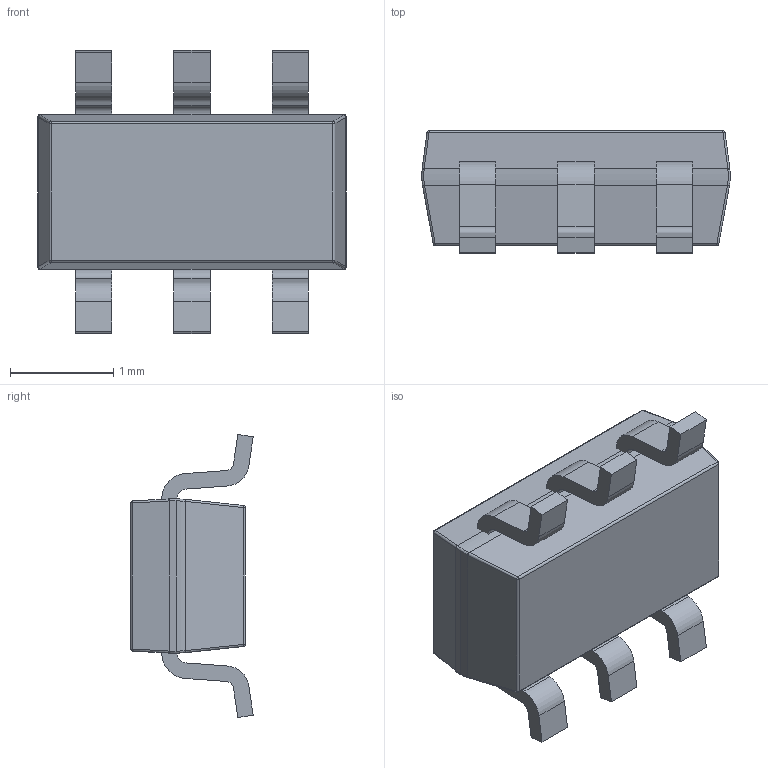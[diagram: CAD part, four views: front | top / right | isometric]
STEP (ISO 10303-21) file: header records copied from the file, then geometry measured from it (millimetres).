
FILE_DESCRIPTION (( 'STEP AP214' ), '1' );
FILE_NAME ('SOT23-6L.STEP', '2024-02-13T17:10:31', ( 'M.B.I.' ), ( '' ), 'SwSTEP 2.0', '', '' );
FILE_SCHEMA (( 'AUTOMOTIVE_DESIGN' ));
Length unit declared in the file: millimetre
Products named in the file (1): SOT23-6L
Bounding box: 2.99 x 1.19 x 2.74 mm (x, y, z)
Volume: 5.1 mm3; surface area: 26.5 mm2
Topology: 7 solids, 7 shells, 363 faces, 955 edges, 618 vertices
Faces by surface type: plane 160, bspline 147, cylinder 46, sphere 8, torus 2
Entity records: 17587 total; most frequent: CARTESIAN_POINT 8480, ORIENTED_EDGE 1894, DIRECTION 1177, EDGE_CURVE 947, VERTEX_POINT 618, LINE 555, VECTOR 555, EDGE_LOOP 383
